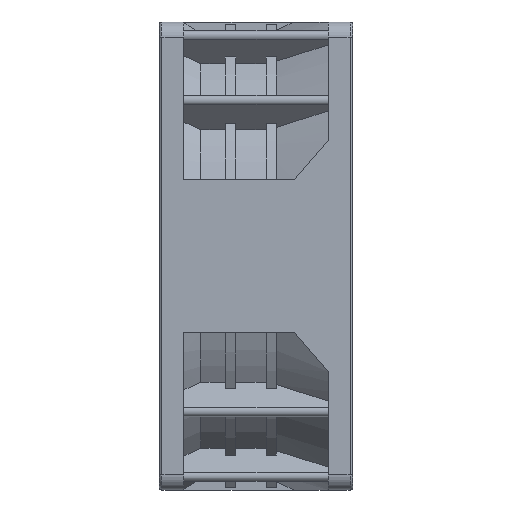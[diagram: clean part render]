
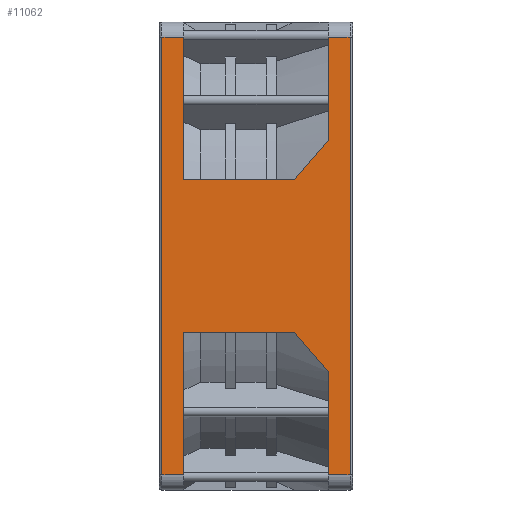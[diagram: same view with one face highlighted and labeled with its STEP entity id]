
A CAD part, left-side view. The second image highlights one B-rep face of the part: STEP entity #11062.
In plain terms, the highlighted planar face has unit normal (-1, 0, 0).
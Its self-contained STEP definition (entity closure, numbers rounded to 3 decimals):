
#1922=DIRECTION('',(0.,0.,1.));
#1923=VECTOR('',#1922,86.);
#1924=CARTESIAN_POINT('',(-46.,0.5,-43.));
#1925=LINE('',#1924,#1923);
#1935=DIRECTION('',(0.,-1.,0.));
#1936=VECTOR('',#1935,4.3);
#1937=CARTESIAN_POINT('',(-46.,37.5,43.));
#1938=LINE('',#1937,#1936);
#1939=DIRECTION('',(0.,0.,-1.));
#1940=VECTOR('',#1939,28.);
#1941=CARTESIAN_POINT('',(-46.,33.2,43.));
#1942=LINE('',#1941,#1940);
#1943=CARTESIAN_POINT('',(-46.,11.468,15.));
#1944=CARTESIAN_POINT('',(-46.,10.89,15.816));
#1945=CARTESIAN_POINT('',(-46.,9.628,17.477));
#1946=CARTESIAN_POINT('',(-46.,7.41,20.047));
#1947=CARTESIAN_POINT('',(-46.,5.708,21.815));
#1948=CARTESIAN_POINT('',(-46.,4.8,22.712));
#1950=DIRECTION('',(0.,0.,1.));
#1951=VECTOR('',#1950,20.288);
#1952=CARTESIAN_POINT('',(-46.,4.8,22.712));
#1953=LINE('',#1952,#1951);
#1954=DIRECTION('',(0.,-1.,0.));
#1955=VECTOR('',#1954,4.3);
#1956=CARTESIAN_POINT('',(-46.,4.8,43.));
#1957=LINE('',#1956,#1955);
#1958=DIRECTION('',(0.,0.,1.));
#1959=VECTOR('',#1958,20.288);
#1960=CARTESIAN_POINT('',(-46.,4.8,-43.));
#1961=LINE('',#1960,#1959);
#1962=CARTESIAN_POINT('',(-46.,4.8,-22.712));
#1963=CARTESIAN_POINT('',(-46.,5.707,-21.815));
#1964=CARTESIAN_POINT('',(-46.,7.41,-20.047));
#1965=CARTESIAN_POINT('',(-46.,9.628,-17.477));
#1966=CARTESIAN_POINT('',(-46.,10.89,-15.816));
#1967=CARTESIAN_POINT('',(-46.,11.468,-15.));
#1969=DIRECTION('',(0.,0.,-1.));
#1970=VECTOR('',#1969,28.);
#1971=CARTESIAN_POINT('',(-46.,33.2,-15.));
#1972=LINE('',#1971,#1970);
#1973=DIRECTION('',(0.,0.,-1.));
#1974=VECTOR('',#1973,86.);
#1975=CARTESIAN_POINT('',(-46.,37.5,43.));
#1976=LINE('',#1975,#1974);
#2001=DIRECTION('',(0.,-1.,0.));
#2002=VECTOR('',#2001,4.3);
#2003=CARTESIAN_POINT('',(-46.,37.5,-43.));
#2004=LINE('',#2003,#2002);
#2186=DIRECTION('',(0.,-1.,0.));
#2187=VECTOR('',#2186,21.732);
#2188=CARTESIAN_POINT('',(-46.,33.2,-15.));
#2189=LINE('',#2188,#2187);
#2359=DIRECTION('',(0.,-1.,0.));
#2360=VECTOR('',#2359,4.3);
#2361=CARTESIAN_POINT('',(-46.,4.8,-43.));
#2362=LINE('',#2361,#2360);
#5547=DIRECTION('',(0.,1.,0.));
#5548=VECTOR('',#5547,21.732);
#5549=CARTESIAN_POINT('',(-46.,11.468,15.));
#5550=LINE('',#5549,#5548);
#6773=CARTESIAN_POINT('',(-46.,33.2,43.));
#6774=CARTESIAN_POINT('',(-46.,33.2,15.));
#6775=VERTEX_POINT('',#6773);
#6776=VERTEX_POINT('',#6774);
#6777=CARTESIAN_POINT('',(-46.,33.2,-15.));
#6778=CARTESIAN_POINT('',(-46.,33.2,-43.));
#6779=VERTEX_POINT('',#6777);
#6780=VERTEX_POINT('',#6778);
#6801=CARTESIAN_POINT('',(-46.,4.8,22.712));
#6802=CARTESIAN_POINT('',(-46.,4.8,43.));
#6803=VERTEX_POINT('',#6801);
#6804=VERTEX_POINT('',#6802);
#6805=CARTESIAN_POINT('',(-46.,4.8,-43.));
#6806=CARTESIAN_POINT('',(-46.,4.8,-22.712));
#6807=VERTEX_POINT('',#6805);
#6808=VERTEX_POINT('',#6806);
#6823=VERTEX_POINT('',#1967);
#7348=CARTESIAN_POINT('',(-46.,11.468,15.));
#7349=VERTEX_POINT('',#7348);
#7443=CARTESIAN_POINT('',(-46.,37.5,43.));
#7444=VERTEX_POINT('',#7443);
#7447=CARTESIAN_POINT('',(-46.,37.5,-43.));
#7448=VERTEX_POINT('',#7447);
#7465=CARTESIAN_POINT('',(-46.,0.5,-43.));
#7466=VERTEX_POINT('',#7465);
#7469=CARTESIAN_POINT('',(-46.,0.5,43.));
#7470=VERTEX_POINT('',#7469);
#11032=CARTESIAN_POINT('',(-46.,19.,0.));
#11033=DIRECTION('',(1.,0.,0.));
#11034=DIRECTION('',(0.,0.,1.));
#11035=AXIS2_PLACEMENT_3D('',#11032,#11033,#11034);
#11036=PLANE('',#11035);
#11038=ORIENTED_EDGE('',*,*,#11037,.F.);
#11039=ORIENTED_EDGE('',*,*,#10704,.T.);
#11040=ORIENTED_EDGE('',*,*,#10732,.T.);
#11042=ORIENTED_EDGE('',*,*,#11041,.F.);
#11044=ORIENTED_EDGE('',*,*,#11043,.T.);
#11045=ORIENTED_EDGE('',*,*,#10953,.T.);
#11046=ORIENTED_EDGE('',*,*,#10985,.T.);
#11047=ORIENTED_EDGE('',*,*,#11023,.F.);
#11049=ORIENTED_EDGE('',*,*,#11048,.F.);
#11051=ORIENTED_EDGE('',*,*,#11050,.T.);
#11053=ORIENTED_EDGE('',*,*,#11052,.T.);
#11055=ORIENTED_EDGE('',*,*,#11054,.F.);
#11057=ORIENTED_EDGE('',*,*,#11056,.T.);
#11059=ORIENTED_EDGE('',*,*,#11058,.F.);
#11060=EDGE_LOOP('',(#11038,#11039,#11040,#11042,#11044,#11045,#11046,#11047,
#11049,#11051,#11053,#11055,#11057,#11059));
#11061=FACE_OUTER_BOUND('',#11060,.F.);
#11062=ADVANCED_FACE('',(#11061),#11036,.F.);
#1949=B_SPLINE_CURVE_WITH_KNOTS('',3,(#1943,#1944,#1945,#1946,#1947,#1948),
.UNSPECIFIED.,.F.,.F.,(4,1,1,4),(0.,0.333,0.667,1.),
.UNSPECIFIED.);
#1968=B_SPLINE_CURVE_WITH_KNOTS('',3,(#1962,#1963,#1964,#1965,#1966,#1967),
.UNSPECIFIED.,.F.,.F.,(4,1,1,4),(0.,0.333,0.667,1.),
.UNSPECIFIED.);
#10704=EDGE_CURVE('',#7444,#6775,#1938,.T.);
#10732=EDGE_CURVE('',#6775,#6776,#1942,.T.);
#10953=EDGE_CURVE('',#6803,#6804,#1953,.T.);
#10985=EDGE_CURVE('',#6804,#7470,#1957,.T.);
#11023=EDGE_CURVE('',#7466,#7470,#1925,.T.);
#11037=EDGE_CURVE('',#7444,#7448,#1976,.T.);
#11041=EDGE_CURVE('',#7349,#6776,#5550,.T.);
#11043=EDGE_CURVE('',#7349,#6803,#1949,.T.);
#11048=EDGE_CURVE('',#6807,#7466,#2362,.T.);
#11050=EDGE_CURVE('',#6807,#6808,#1961,.T.);
#11052=EDGE_CURVE('',#6808,#6823,#1968,.T.);
#11054=EDGE_CURVE('',#6779,#6823,#2189,.T.);
#11056=EDGE_CURVE('',#6779,#6780,#1972,.T.);
#11058=EDGE_CURVE('',#7448,#6780,#2004,.T.);
